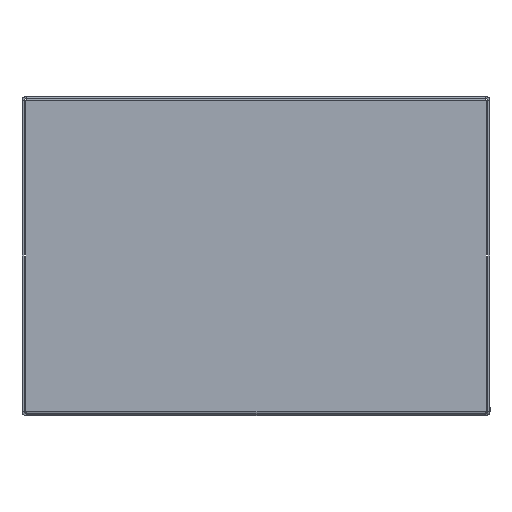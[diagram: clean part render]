
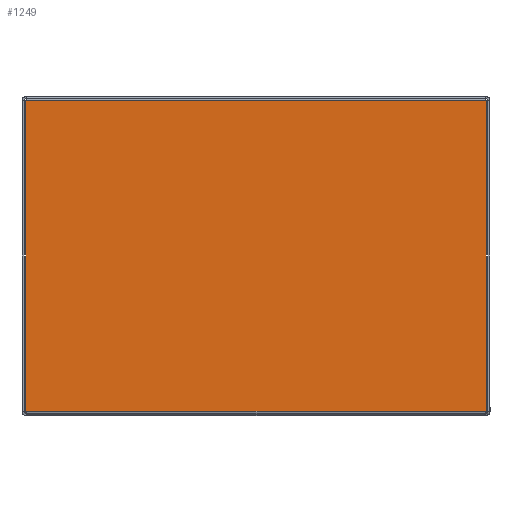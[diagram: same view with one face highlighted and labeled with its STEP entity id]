
A CAD part, left-side view. The second image highlights one B-rep face of the part: STEP entity #1249.
In plain terms, the highlighted planar face has unit normal (-1, 0, 0).
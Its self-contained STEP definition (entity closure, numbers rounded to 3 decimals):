
#77=LINE('',#1932,#215);
#119=LINE('',#2096,#257);
#120=LINE('',#2098,#258);
#121=LINE('',#2100,#259);
#122=LINE('',#2102,#260);
#123=LINE('',#2103,#261);
#215=VECTOR('',#1535,10.);
#257=VECTOR('',#1627,10.);
#258=VECTOR('',#1628,10.);
#259=VECTOR('',#1629,10.);
#260=VECTOR('',#1630,10.);
#261=VECTOR('',#1631,10.);
#335=PLANE('',#1355);
#415=FACE_OUTER_BOUND('',#503,.T.);
#503=EDGE_LOOP('',(#1033,#1034,#1035,#1036,#1037,#1038));
#609=VERTEX_POINT('',#1929);
#610=VERTEX_POINT('',#1931);
#639=VERTEX_POINT('',#2095);
#640=VERTEX_POINT('',#2097);
#641=VERTEX_POINT('',#2099);
#642=VERTEX_POINT('',#2101);
#726=EDGE_CURVE('',#610,#609,#77,.T.);
#775=EDGE_CURVE('',#639,#609,#119,.T.);
#776=EDGE_CURVE('',#640,#639,#120,.T.);
#777=EDGE_CURVE('',#640,#641,#121,.T.);
#778=EDGE_CURVE('',#642,#641,#122,.T.);
#779=EDGE_CURVE('',#610,#642,#123,.T.);
#1033=ORIENTED_EDGE('',*,*,#726,.T.);
#1034=ORIENTED_EDGE('',*,*,#775,.F.);
#1035=ORIENTED_EDGE('',*,*,#776,.F.);
#1036=ORIENTED_EDGE('',*,*,#777,.T.);
#1037=ORIENTED_EDGE('',*,*,#778,.F.);
#1038=ORIENTED_EDGE('',*,*,#779,.F.);
#1249=ADVANCED_FACE('',(#415),#335,.T.);
#1355=AXIS2_PLACEMENT_3D('',#2094,#1625,#1626);
#1535=DIRECTION('',(0.,-1.,0.));
#1625=DIRECTION('center_axis',(-1.,0.,0.));
#1626=DIRECTION('ref_axis',(0.,0.,1.));
#1627=DIRECTION('',(0.,0.,-1.));
#1628=DIRECTION('',(0.,-1.,0.));
#1629=DIRECTION('',(0.,1.,0.));
#1630=DIRECTION('',(0.,-1.,0.));
#1631=DIRECTION('',(0.,0.,1.));
#1929=CARTESIAN_POINT('',(-220.,-108.293,-147.));
#1931=CARTESIAN_POINT('',(-220.,108.293,-147.));
#1932=CARTESIAN_POINT('',(-220.,54.146,-147.));
#2094=CARTESIAN_POINT('Origin',(-220.,0.,-73.871));
#2095=CARTESIAN_POINT('',(-220.,-108.293,-1.));
#2096=CARTESIAN_POINT('',(-220.,-108.293,-1.));
#2097=CARTESIAN_POINT('',(-220.,-108.,-1.));
#2098=CARTESIAN_POINT('',(-220.,-108.,-1.));
#2099=CARTESIAN_POINT('',(-220.,108.,-1.));
#2100=CARTESIAN_POINT('',(-220.,0.,-1.));
#2101=CARTESIAN_POINT('',(-220.,108.293,-1.));
#2102=CARTESIAN_POINT('',(-220.,108.,-1.));
#2103=CARTESIAN_POINT('',(-220.,108.293,-1.));
